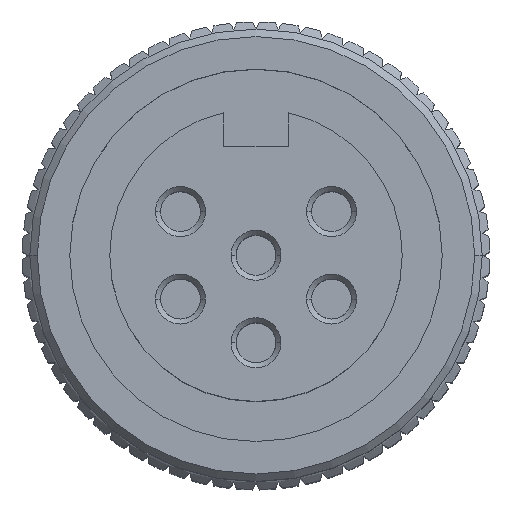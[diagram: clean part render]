
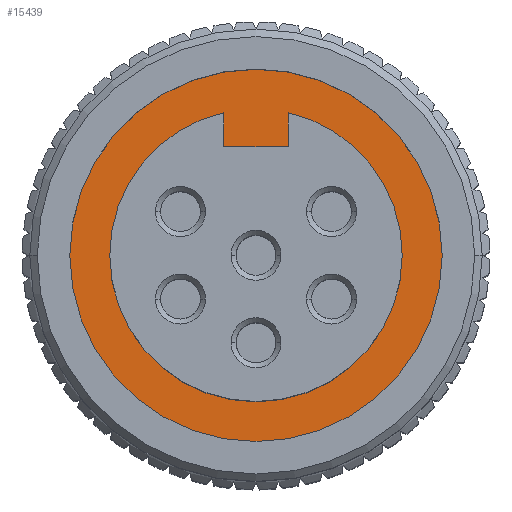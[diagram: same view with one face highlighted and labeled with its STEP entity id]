
A CAD part, top view. The second image highlights one B-rep face of the part: STEP entity #15439.
In plain terms, the highlighted planar face has unit normal (0, 0, 1).
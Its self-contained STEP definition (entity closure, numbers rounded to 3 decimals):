
#1864 = ORIENTED_EDGE ( 'NONE', *, *, #4391, .F. ) ;
#1865 = ORIENTED_EDGE ( 'NONE', *, *, #4491, .T. ) ;
#1866 = ORIENTED_EDGE ( 'NONE', *, *, #4492, .T. ) ;
#1867 = ORIENTED_EDGE ( 'NONE', *, *, #4493, .T. ) ;
#1868 = ORIENTED_EDGE ( 'NONE', *, *, #4494, .F. ) ;
#1869 = ORIENTED_EDGE ( 'NONE', *, *, #4387, .F. ) ;
#1870 = ORIENTED_EDGE ( 'NONE', *, *, #4441, .T. ) ;
#1871 = ORIENTED_EDGE ( 'NONE', *, *, #4495, .T. ) ;
#2735 = EDGE_LOOP ( 'NONE', ( #1870, #1871 ) ) ;
#2739 = EDGE_LOOP ( 'NONE', ( #1864, #1865, #1866, #1867, #1868, #1869 ) ) ;
#3684 = VERTEX_POINT ( 'NONE', #15778 ) ;
#3685 = VERTEX_POINT ( 'NONE', #15777 ) ;
#3734 = VERTEX_POINT ( 'NONE', #6067 ) ;
#3737 = VERTEX_POINT ( 'NONE', #6070 ) ;
#3738 = VERTEX_POINT ( 'NONE', #6071 ) ;
#3779 = VERTEX_POINT ( 'NONE', #6112 ) ;
#3781 = VERTEX_POINT ( 'NONE', #6114 ) ;
#3782 = VERTEX_POINT ( 'NONE', #6115 ) ;
#4387 = EDGE_CURVE ( 'NONE', #3734, #3737, #5933, .T. ) ;
#4391 = EDGE_CURVE ( 'NONE', #3738, #3734, #5939, .T. ) ;
#4441 = EDGE_CURVE ( 'NONE', #3685, #3684, #6018, .T. ) ;
#4491 = EDGE_CURVE ( 'NONE', #3738, #3779, #9366, .T. ) ;
#4492 = EDGE_CURVE ( 'NONE', #3779, #3781, #9368, .T. ) ;
#4493 = EDGE_CURVE ( 'NONE', #3781, #3782, #9371, .T. ) ;
#4494 = EDGE_CURVE ( 'NONE', #3737, #3782, #9373, .T. ) ;
#4495 = EDGE_CURVE ( 'NONE', #3684, #3685, #9369, .T. ) ;
#5933 = CIRCLE ( 'NONE', #8034, 5.85 ) ;
#5939 = CIRCLE ( 'NONE', #8036, 5.85 ) ;
#6018 = CIRCLE ( 'NONE', #8058, 8.5 ) ;
#6067 = CARTESIAN_POINT ( 'NONE',  ( -5.85, 0., 24.1 ) ) ;
#6070 = CARTESIAN_POINT ( 'NONE',  ( 5.85, 0., 24.1 ) ) ;
#6071 = CARTESIAN_POINT ( 'NONE',  ( -1.3, 5.704, 24.1 ) ) ;
#6112 = CARTESIAN_POINT ( 'NONE',  ( -1.3, 4.35, 24.1 ) ) ;
#6114 = CARTESIAN_POINT ( 'NONE',  ( 1.3, 4.35, 24.1 ) ) ;
#6115 = CARTESIAN_POINT ( 'NONE',  ( 1.3, 5.704, 24.1 ) ) ;
#7878 = CARTESIAN_POINT ( 'NONE',  ( 0., 0., 24.1 ) ) ;
#7879 = DIRECTION ( 'NONE',  ( 0., 0., 1. ) ) ;
#7880 = DIRECTION ( 'NONE',  ( 1., 0., 0. ) ) ;
#7887 = CARTESIAN_POINT ( 'NONE',  ( 0., 0., 24.1 ) ) ;
#7888 = DIRECTION ( 'NONE',  ( 0., 0., 1. ) ) ;
#7889 = DIRECTION ( 'NONE',  ( 1., 0., 0. ) ) ;
#8034 = AXIS2_PLACEMENT_3D ( 'NONE', #7878, #7879, #7880 ) ;
#8036 = AXIS2_PLACEMENT_3D ( 'NONE', #7887, #7888, #7889 ) ;
#8058 = AXIS2_PLACEMENT_3D ( 'NONE', #8440, #8441, #8442 ) ;
#8082 = AXIS2_PLACEMENT_3D ( 'NONE', #8584, #8585, #8586 ) ;
#8083 = AXIS2_PLACEMENT_3D ( 'NONE', #8587, #8588, #8589 ) ;
#8440 = CARTESIAN_POINT ( 'NONE',  ( 0., 0., 24.1 ) ) ;
#8441 = DIRECTION ( 'NONE',  ( 0., 0., 1. ) ) ;
#8442 = DIRECTION ( 'NONE',  ( 1., 0., 0. ) ) ;
#8575 = DIRECTION ( 'NONE',  ( 0., -1., 0. ) ) ;
#8576 = CARTESIAN_POINT ( 'NONE',  ( 0., 4.35, 24.1 ) ) ;
#8577 = CARTESIAN_POINT ( 'NONE',  ( -1.3, 0., 24.1 ) ) ;
#8581 = DIRECTION ( 'NONE',  ( 1., 0., 0. ) ) ;
#8582 = CARTESIAN_POINT ( 'NONE',  ( 1.3, 0., 24.1 ) ) ;
#8583 = DIRECTION ( 'NONE',  ( 0., 1., 0. ) ) ;
#8584 = CARTESIAN_POINT ( 'NONE',  ( 0., 0., 24.1 ) ) ;
#8585 = DIRECTION ( 'NONE',  ( 0., 0., 1. ) ) ;
#8586 = DIRECTION ( 'NONE',  ( 1., 0., 0. ) ) ;
#8587 = CARTESIAN_POINT ( 'NONE',  ( 0., 0., 24.1 ) ) ;
#8588 = DIRECTION ( 'NONE',  ( 0., 0., 1. ) ) ;
#8589 = DIRECTION ( 'NONE',  ( 1., 0., 0. ) ) ;
#9366 = LINE ( 'NONE', #8577, #9370 ) ;
#9368 = LINE ( 'NONE', #8576, #9372 ) ;
#9369 = CIRCLE ( 'NONE', #8083, 8.5 ) ;
#9370 = VECTOR ( 'NONE', #8575, 1000. ) ;
#9371 = LINE ( 'NONE', #8582, #9374 ) ;
#9372 = VECTOR ( 'NONE', #8581, 1000. ) ;
#9373 = CIRCLE ( 'NONE', #8082, 5.85 ) ;
#9374 = VECTOR ( 'NONE', #8583, 1000. ) ;
#10204 = FACE_BOUND ( 'NONE', #2739, .T. ) ;
#10212 = FACE_OUTER_BOUND ( 'NONE', #2735, .T. ) ;
#12575 = AXIS2_PLACEMENT_3D ( 'NONE', #12936, #12941, #12942 ) ;
#12936 = CARTESIAN_POINT ( 'NONE',  ( 0., 0., 24.1 ) ) ;
#12939 = PLANE ( 'NONE',  #12575 ) ;
#12941 = DIRECTION ( 'NONE',  ( 0., 0., 1. ) ) ;
#12942 = DIRECTION ( 'NONE',  ( 1., 0., 0. ) ) ;
#15439 = ADVANCED_FACE ( 'NONE', ( #10204, #10212 ), #12939, .T. ) ;
#15777 = CARTESIAN_POINT ( 'NONE',  ( 7.655, -3.695, 24.1 ) ) ;
#15778 = CARTESIAN_POINT ( 'NONE',  ( -7.655, 3.695, 24.1 ) ) ;
